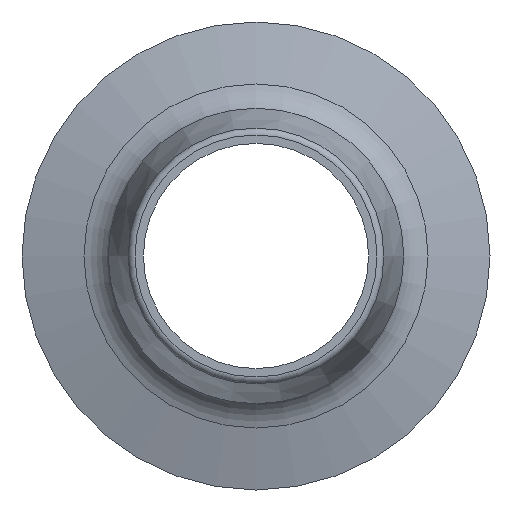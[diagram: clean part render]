
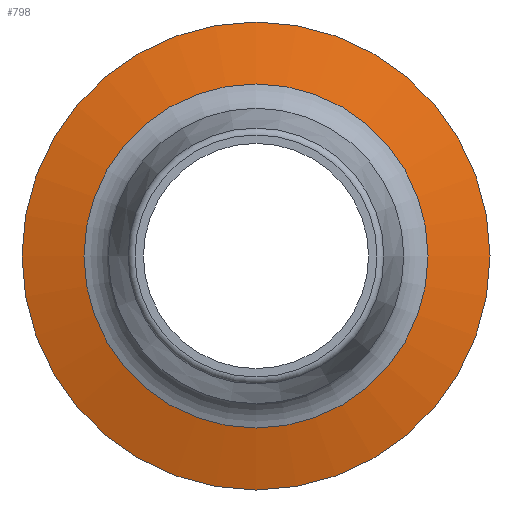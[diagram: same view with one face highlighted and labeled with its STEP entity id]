
A CAD part, left-side view. The second image highlights one B-rep face of the part: STEP entity #798.
In plain terms, the highlighted conical face has half-angle 75 degrees and reference radius 15.371 mm.
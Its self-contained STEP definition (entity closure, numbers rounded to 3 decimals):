
#57=LINE('',#1346,#85);
#85=VECTOR('',#1066,15.371);
#111=CONICAL_SURFACE('',#887,15.371,1.309);
#130=FACE_OUTER_BOUND('',#173,.T.);
#173=EDGE_LOOP('',(#561,#562,#563,#564,#565,#566,#567));
#238=CIRCLE('',#880,12.224);
#243=CIRCLE('',#885,12.224);
#244=CIRCLE('',#886,12.224);
#245=CIRCLE('',#888,16.625);
#246=CIRCLE('',#889,16.625);
#326=VERTEX_POINT('',#1328);
#327=VERTEX_POINT('',#1329);
#331=VERTEX_POINT('',#1338);
#332=VERTEX_POINT('',#1342);
#333=VERTEX_POINT('',#1343);
#419=EDGE_CURVE('',#326,#327,#238,.T.);
#424=EDGE_CURVE('',#327,#331,#243,.T.);
#425=EDGE_CURVE('',#331,#326,#244,.T.);
#426=EDGE_CURVE('',#332,#333,#245,.T.);
#427=EDGE_CURVE('',#333,#332,#246,.T.);
#428=EDGE_CURVE('',#333,#331,#57,.T.);
#561=ORIENTED_EDGE('',*,*,#426,.F.);
#562=ORIENTED_EDGE('',*,*,#427,.F.);
#563=ORIENTED_EDGE('',*,*,#428,.T.);
#564=ORIENTED_EDGE('',*,*,#424,.F.);
#565=ORIENTED_EDGE('',*,*,#419,.F.);
#566=ORIENTED_EDGE('',*,*,#425,.F.);
#567=ORIENTED_EDGE('',*,*,#428,.F.);
#798=ADVANCED_FACE('',(#130),#111,.T.);
#880=AXIS2_PLACEMENT_3D('',#1330,#1046,#1047);
#885=AXIS2_PLACEMENT_3D('',#1339,#1056,#1057);
#886=AXIS2_PLACEMENT_3D('',#1340,#1058,#1059);
#887=AXIS2_PLACEMENT_3D('',#1341,#1060,#1061);
#888=AXIS2_PLACEMENT_3D('',#1344,#1062,#1063);
#889=AXIS2_PLACEMENT_3D('',#1345,#1064,#1065);
#1046=DIRECTION('center_axis',(-1.,0.,0.));
#1047=DIRECTION('ref_axis',(0.,-1.,0.));
#1056=DIRECTION('center_axis',(-1.,0.,0.));
#1057=DIRECTION('ref_axis',(0.,-1.,0.));
#1058=DIRECTION('center_axis',(-1.,0.,0.));
#1059=DIRECTION('ref_axis',(0.,-1.,0.));
#1060=DIRECTION('center_axis',(1.,0.,0.));
#1061=DIRECTION('ref_axis',(0.,1.,0.));
#1062=DIRECTION('center_axis',(1.,0.,0.));
#1063=DIRECTION('ref_axis',(0.,-1.,0.));
#1064=DIRECTION('center_axis',(1.,0.,0.));
#1065=DIRECTION('ref_axis',(0.,-1.,0.));
#1066=DIRECTION('',(-0.259,0.966,0.));
#1328=CARTESIAN_POINT('',(50.596,12.224,0.));
#1329=CARTESIAN_POINT('',(50.596,0.,-12.224));
#1330=CARTESIAN_POINT('Origin',(50.596,0.,0.));
#1338=CARTESIAN_POINT('',(50.596,-12.224,0.));
#1339=CARTESIAN_POINT('Origin',(50.596,0.,0.));
#1340=CARTESIAN_POINT('Origin',(50.596,0.,0.));
#1341=CARTESIAN_POINT('Origin',(51.439,0.,0.));
#1342=CARTESIAN_POINT('',(51.775,16.625,0.));
#1343=CARTESIAN_POINT('',(51.775,-16.625,0.));
#1344=CARTESIAN_POINT('Origin',(51.775,0.,0.));
#1345=CARTESIAN_POINT('Origin',(51.775,0.,0.));
#1346=CARTESIAN_POINT('',(51.439,-15.371,0.));
